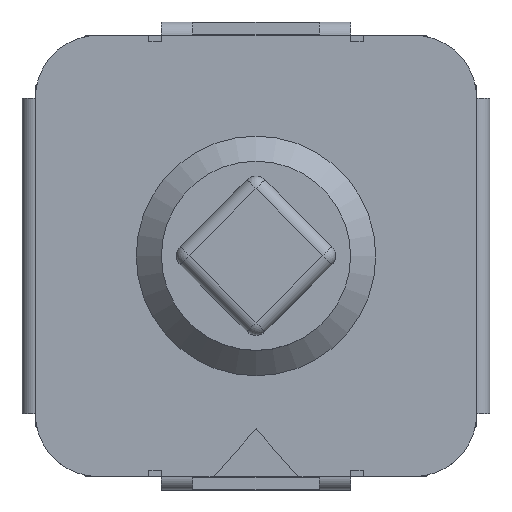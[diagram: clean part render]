
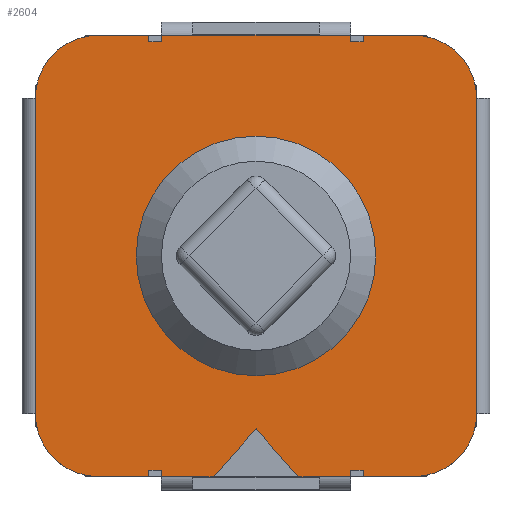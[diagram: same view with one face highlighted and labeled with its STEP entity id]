
A CAD part, top view. The second image highlights one B-rep face of the part: STEP entity #2604.
In plain terms, the highlighted planar face has unit normal (0, 0, 1).
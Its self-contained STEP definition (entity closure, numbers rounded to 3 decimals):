
#41=FACE_BOUND('',#360,.T.);
#123=CIRCLE('',#2821,1.9);
#126=CIRCLE('',#2826,1.);
#127=CIRCLE('',#2827,1.);
#128=CIRCLE('',#2828,1.);
#129=CIRCLE('',#2829,1.);
#200=FACE_OUTER_BOUND('',#359,.T.);
#359=EDGE_LOOP('',(#1829,#1830,#1831,#1832,#1833,#1834,#1835,#1836,#1837,
#1838,#1839,#1840,#1841,#1842,#1843,#1844,#1845,#1846,#1847,#1848,#1849,
#1850,#1851,#1852,#1853,#1854,#1855,#1856,#1857,#1858,#1859));
#360=EDGE_LOOP('',(#1860));
#499=LINE('',#3797,#804);
#503=LINE('',#3805,#808);
#513=LINE('',#3829,#818);
#527=LINE('',#3865,#832);
#528=LINE('',#3867,#833);
#533=LINE('',#3881,#838);
#534=LINE('',#3884,#839);
#554=LINE('',#3932,#859);
#555=LINE('',#3937,#860);
#558=LINE('',#3950,#863);
#559=LINE('',#3952,#864);
#560=LINE('',#3954,#865);
#561=LINE('',#3956,#866);
#562=LINE('',#3960,#867);
#563=LINE('',#3964,#868);
#564=LINE('',#3966,#869);
#565=LINE('',#3968,#870);
#566=LINE('',#3969,#871);
#567=LINE('',#3971,#872);
#568=LINE('',#3973,#873);
#569=LINE('',#3975,#874);
#570=LINE('',#3977,#875);
#571=LINE('',#3981,#876);
#572=LINE('',#3985,#877);
#573=LINE('',#3987,#878);
#574=LINE('',#3989,#879);
#575=LINE('',#3990,#880);
#804=VECTOR('',#3023,10.);
#808=VECTOR('',#3029,10.);
#818=VECTOR('',#3049,10.);
#832=VECTOR('',#3081,10.);
#833=VECTOR('',#3082,10.);
#838=VECTOR('',#3097,10.);
#839=VECTOR('',#3100,10.);
#859=VECTOR('',#3142,10.);
#860=VECTOR('',#3149,10.);
#863=VECTOR('',#3164,10.);
#864=VECTOR('',#3165,10.);
#865=VECTOR('',#3166,10.);
#866=VECTOR('',#3167,10.);
#867=VECTOR('',#3170,10.);
#868=VECTOR('',#3173,10.);
#869=VECTOR('',#3174,10.);
#870=VECTOR('',#3175,10.);
#871=VECTOR('',#3176,10.);
#872=VECTOR('',#3177,10.);
#873=VECTOR('',#3178,10.);
#874=VECTOR('',#3179,10.);
#875=VECTOR('',#3180,10.);
#876=VECTOR('',#3183,10.);
#877=VECTOR('',#3186,10.);
#878=VECTOR('',#3187,10.);
#879=VECTOR('',#3188,10.);
#880=VECTOR('',#3189,10.);
#1109=VERTEX_POINT('',#3795);
#1110=VERTEX_POINT('',#3796);
#1113=VERTEX_POINT('',#3804);
#1120=VERTEX_POINT('',#3821);
#1122=VERTEX_POINT('',#3827);
#1131=VERTEX_POINT('',#3851);
#1136=VERTEX_POINT('',#3866);
#1140=VERTEX_POINT('',#3879);
#1141=VERTEX_POINT('',#3883);
#1158=VERTEX_POINT('',#3931);
#1159=VERTEX_POINT('',#3935);
#1160=VERTEX_POINT('',#3939);
#1163=VERTEX_POINT('',#3949);
#1164=VERTEX_POINT('',#3951);
#1165=VERTEX_POINT('',#3953);
#1166=VERTEX_POINT('',#3955);
#1167=VERTEX_POINT('',#3957);
#1168=VERTEX_POINT('',#3959);
#1169=VERTEX_POINT('',#3961);
#1170=VERTEX_POINT('',#3963);
#1171=VERTEX_POINT('',#3965);
#1172=VERTEX_POINT('',#3967);
#1173=VERTEX_POINT('',#3970);
#1174=VERTEX_POINT('',#3972);
#1175=VERTEX_POINT('',#3974);
#1176=VERTEX_POINT('',#3976);
#1177=VERTEX_POINT('',#3978);
#1178=VERTEX_POINT('',#3980);
#1179=VERTEX_POINT('',#3982);
#1180=VERTEX_POINT('',#3984);
#1181=VERTEX_POINT('',#3986);
#1182=VERTEX_POINT('',#3988);
#1340=EDGE_CURVE('',#1109,#1110,#499,.T.);
#1344=EDGE_CURVE('',#1110,#1113,#503,.T.);
#1356=EDGE_CURVE('',#1122,#1120,#513,.T.);
#1374=EDGE_CURVE('',#1131,#1113,#527,.T.);
#1375=EDGE_CURVE('',#1109,#1136,#528,.T.);
#1383=EDGE_CURVE('',#1140,#1122,#533,.T.);
#1384=EDGE_CURVE('',#1120,#1141,#534,.T.);
#1408=EDGE_CURVE('',#1136,#1158,#554,.T.);
#1411=EDGE_CURVE('',#1159,#1131,#555,.T.);
#1412=EDGE_CURVE('',#1160,#1160,#123,.T.);
#1417=EDGE_CURVE('',#1159,#1163,#558,.T.);
#1418=EDGE_CURVE('',#1163,#1164,#559,.T.);
#1419=EDGE_CURVE('',#1164,#1165,#560,.T.);
#1420=EDGE_CURVE('',#1165,#1166,#561,.T.);
#1421=EDGE_CURVE('',#1166,#1167,#126,.T.);
#1422=EDGE_CURVE('',#1168,#1167,#562,.T.);
#1423=EDGE_CURVE('',#1168,#1169,#127,.T.);
#1424=EDGE_CURVE('',#1169,#1170,#563,.T.);
#1425=EDGE_CURVE('',#1170,#1171,#564,.T.);
#1426=EDGE_CURVE('',#1171,#1172,#565,.T.);
#1427=EDGE_CURVE('',#1172,#1141,#566,.T.);
#1428=EDGE_CURVE('',#1140,#1173,#567,.T.);
#1429=EDGE_CURVE('',#1173,#1174,#568,.T.);
#1430=EDGE_CURVE('',#1174,#1175,#569,.T.);
#1431=EDGE_CURVE('',#1175,#1176,#570,.T.);
#1432=EDGE_CURVE('',#1176,#1177,#128,.T.);
#1433=EDGE_CURVE('',#1178,#1177,#571,.T.);
#1434=EDGE_CURVE('',#1178,#1179,#129,.T.);
#1435=EDGE_CURVE('',#1179,#1180,#572,.T.);
#1436=EDGE_CURVE('',#1180,#1181,#573,.T.);
#1437=EDGE_CURVE('',#1181,#1182,#574,.T.);
#1438=EDGE_CURVE('',#1182,#1158,#575,.T.);
#1829=ORIENTED_EDGE('',*,*,#1344,.T.);
#1830=ORIENTED_EDGE('',*,*,#1374,.F.);
#1831=ORIENTED_EDGE('',*,*,#1411,.F.);
#1832=ORIENTED_EDGE('',*,*,#1417,.T.);
#1833=ORIENTED_EDGE('',*,*,#1418,.T.);
#1834=ORIENTED_EDGE('',*,*,#1419,.T.);
#1835=ORIENTED_EDGE('',*,*,#1420,.T.);
#1836=ORIENTED_EDGE('',*,*,#1421,.T.);
#1837=ORIENTED_EDGE('',*,*,#1422,.F.);
#1838=ORIENTED_EDGE('',*,*,#1423,.T.);
#1839=ORIENTED_EDGE('',*,*,#1424,.T.);
#1840=ORIENTED_EDGE('',*,*,#1425,.T.);
#1841=ORIENTED_EDGE('',*,*,#1426,.T.);
#1842=ORIENTED_EDGE('',*,*,#1427,.T.);
#1843=ORIENTED_EDGE('',*,*,#1384,.F.);
#1844=ORIENTED_EDGE('',*,*,#1356,.F.);
#1845=ORIENTED_EDGE('',*,*,#1383,.F.);
#1846=ORIENTED_EDGE('',*,*,#1428,.T.);
#1847=ORIENTED_EDGE('',*,*,#1429,.T.);
#1848=ORIENTED_EDGE('',*,*,#1430,.T.);
#1849=ORIENTED_EDGE('',*,*,#1431,.T.);
#1850=ORIENTED_EDGE('',*,*,#1432,.T.);
#1851=ORIENTED_EDGE('',*,*,#1433,.F.);
#1852=ORIENTED_EDGE('',*,*,#1434,.T.);
#1853=ORIENTED_EDGE('',*,*,#1435,.T.);
#1854=ORIENTED_EDGE('',*,*,#1436,.T.);
#1855=ORIENTED_EDGE('',*,*,#1437,.T.);
#1856=ORIENTED_EDGE('',*,*,#1438,.T.);
#1857=ORIENTED_EDGE('',*,*,#1408,.F.);
#1858=ORIENTED_EDGE('',*,*,#1375,.F.);
#1859=ORIENTED_EDGE('',*,*,#1340,.T.);
#1860=ORIENTED_EDGE('',*,*,#1412,.F.);
#2476=PLANE('',#2825);
#2604=ADVANCED_FACE('',(#200,#41),#2476,.T.);
#2821=AXIS2_PLACEMENT_3D('',#3940,#3152,#3153);
#2825=AXIS2_PLACEMENT_3D('',#3948,#3162,#3163);
#2826=AXIS2_PLACEMENT_3D('',#3958,#3168,#3169);
#2827=AXIS2_PLACEMENT_3D('',#3962,#3171,#3172);
#2828=AXIS2_PLACEMENT_3D('',#3979,#3181,#3182);
#2829=AXIS2_PLACEMENT_3D('',#3983,#3184,#3185);
#3023=DIRECTION('',(0.659,0.752,0.));
#3029=DIRECTION('',(0.659,-0.752,0.));
#3049=DIRECTION('',(1.,0.,0.));
#3081=DIRECTION('',(-1.,0.,0.));
#3082=DIRECTION('',(-1.,0.,0.));
#3097=DIRECTION('',(1.,0.,0.));
#3100=DIRECTION('',(1.,0.,0.));
#3142=DIRECTION('',(-1.,0.,0.));
#3149=DIRECTION('',(-1.,0.,0.));
#3152=DIRECTION('center_axis',(0.,0.,1.));
#3153=DIRECTION('ref_axis',(-1.,0.,0.));
#3162=DIRECTION('center_axis',(0.,0.,1.));
#3163=DIRECTION('ref_axis',(-1.,0.,0.));
#3164=DIRECTION('',(0.,1.,0.));
#3165=DIRECTION('',(1.,0.,0.));
#3166=DIRECTION('',(0.,-1.,0.));
#3167=DIRECTION('',(1.,0.,0.));
#3168=DIRECTION('center_axis',(0.,0.,1.));
#3169=DIRECTION('ref_axis',(0.,-1.,0.));
#3170=DIRECTION('',(0.,-1.,0.));
#3171=DIRECTION('center_axis',(0.,0.,1.));
#3172=DIRECTION('ref_axis',(1.,0.,0.));
#3173=DIRECTION('',(-1.,0.,0.));
#3174=DIRECTION('',(0.,-1.,0.));
#3175=DIRECTION('',(-1.,0.,0.));
#3176=DIRECTION('',(0.,1.,0.));
#3177=DIRECTION('',(0.,-1.,0.));
#3178=DIRECTION('',(-1.,0.,0.));
#3179=DIRECTION('',(0.,1.,0.));
#3180=DIRECTION('',(-1.,0.,0.));
#3181=DIRECTION('center_axis',(0.,0.,1.));
#3182=DIRECTION('ref_axis',(0.,1.,0.));
#3183=DIRECTION('',(0.,1.,0.));
#3184=DIRECTION('center_axis',(0.,0.,1.));
#3185=DIRECTION('ref_axis',(-1.,0.,0.));
#3186=DIRECTION('',(1.,0.,0.));
#3187=DIRECTION('',(0.,1.,0.));
#3188=DIRECTION('',(1.,0.,0.));
#3189=DIRECTION('',(0.,-1.,0.));
#3795=CARTESIAN_POINT('',(-0.666,-3.5,2.2));
#3796=CARTESIAN_POINT('',(0.,-2.741,2.2));
#3797=CARTESIAN_POINT('',(0.679,-1.966,2.2));
#3804=CARTESIAN_POINT('',(0.666,-3.5,2.2));
#3805=CARTESIAN_POINT('',(-0.346,-2.346,2.2));
#3821=CARTESIAN_POINT('',(1.,3.5,2.2));
#3827=CARTESIAN_POINT('',(-1.,3.5,2.2));
#3829=CARTESIAN_POINT('',(0.,3.5,2.2));
#3851=CARTESIAN_POINT('',(1.,-3.5,2.2));
#3865=CARTESIAN_POINT('',(0.,-3.5,2.2));
#3866=CARTESIAN_POINT('',(-1.,-3.5,2.2));
#3867=CARTESIAN_POINT('',(0.,-3.5,2.2));
#3879=CARTESIAN_POINT('',(-1.5,3.5,2.2));
#3881=CARTESIAN_POINT('',(0.,3.5,2.2));
#3883=CARTESIAN_POINT('',(1.5,3.5,2.2));
#3884=CARTESIAN_POINT('',(0.,3.5,2.2));
#3931=CARTESIAN_POINT('',(-1.5,-3.5,2.2));
#3932=CARTESIAN_POINT('',(0.,-3.5,2.2));
#3935=CARTESIAN_POINT('',(1.5,-3.5,2.2));
#3937=CARTESIAN_POINT('',(0.,-3.5,2.2));
#3939=CARTESIAN_POINT('',(1.9,0.,2.2));
#3940=CARTESIAN_POINT('Origin',(0.,0.,2.2));
#3948=CARTESIAN_POINT('Origin',(0.,0.,2.2));
#3949=CARTESIAN_POINT('',(1.5,-3.4,2.2));
#3950=CARTESIAN_POINT('',(1.5,-3.5,2.2));
#3951=CARTESIAN_POINT('',(1.7,-3.4,2.2));
#3952=CARTESIAN_POINT('',(0.85,-3.4,2.2));
#3953=CARTESIAN_POINT('',(1.7,-3.5,2.2));
#3954=CARTESIAN_POINT('',(1.7,-1.75,2.2));
#3955=CARTESIAN_POINT('',(2.5,-3.5,2.2));
#3956=CARTESIAN_POINT('',(2.5,-3.5,2.2));
#3957=CARTESIAN_POINT('',(3.5,-2.5,2.2));
#3958=CARTESIAN_POINT('Origin',(2.5,-2.5,2.2));
#3959=CARTESIAN_POINT('',(3.5,2.5,2.2));
#3960=CARTESIAN_POINT('',(3.5,0.,2.2));
#3961=CARTESIAN_POINT('',(2.5,3.5,2.2));
#3962=CARTESIAN_POINT('Origin',(2.5,2.5,2.2));
#3963=CARTESIAN_POINT('',(1.7,3.5,2.2));
#3964=CARTESIAN_POINT('',(-2.5,3.5,2.2));
#3965=CARTESIAN_POINT('',(1.7,3.4,2.2));
#3966=CARTESIAN_POINT('',(1.7,1.7,2.2));
#3967=CARTESIAN_POINT('',(1.5,3.4,2.2));
#3968=CARTESIAN_POINT('',(0.75,3.4,2.2));
#3969=CARTESIAN_POINT('',(1.5,1.75,2.2));
#3970=CARTESIAN_POINT('',(-1.5,3.4,2.2));
#3971=CARTESIAN_POINT('',(-1.5,4.5,2.2));
#3972=CARTESIAN_POINT('',(-1.7,3.4,2.2));
#3973=CARTESIAN_POINT('',(-0.85,3.4,2.2));
#3974=CARTESIAN_POINT('',(-1.7,3.5,2.2));
#3975=CARTESIAN_POINT('',(-1.7,1.75,2.2));
#3976=CARTESIAN_POINT('',(-2.5,3.5,2.2));
#3977=CARTESIAN_POINT('',(-2.5,3.5,2.2));
#3978=CARTESIAN_POINT('',(-3.5,2.5,2.2));
#3979=CARTESIAN_POINT('Origin',(-2.5,2.5,2.2));
#3980=CARTESIAN_POINT('',(-3.5,-2.5,2.2));
#3981=CARTESIAN_POINT('',(-3.5,0.,2.2));
#3982=CARTESIAN_POINT('',(-2.5,-3.5,2.2));
#3983=CARTESIAN_POINT('Origin',(-2.5,-2.5,2.2));
#3984=CARTESIAN_POINT('',(-1.7,-3.5,2.2));
#3985=CARTESIAN_POINT('',(2.5,-3.5,2.2));
#3986=CARTESIAN_POINT('',(-1.7,-3.4,2.2));
#3987=CARTESIAN_POINT('',(-1.7,-1.7,2.2));
#3988=CARTESIAN_POINT('',(-1.5,-3.4,2.2));
#3989=CARTESIAN_POINT('',(-0.75,-3.4,2.2));
#3990=CARTESIAN_POINT('',(-1.5,-1.75,2.2));
